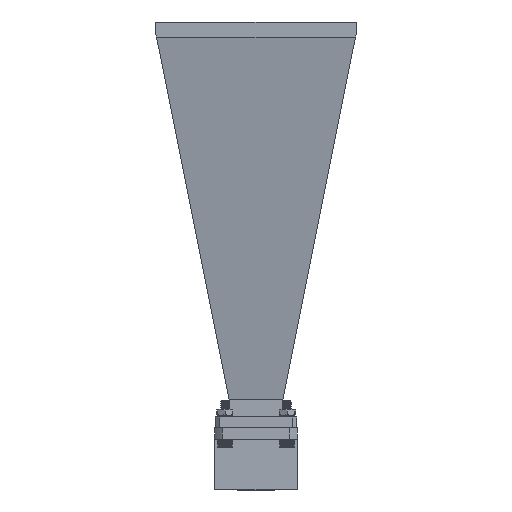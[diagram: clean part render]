
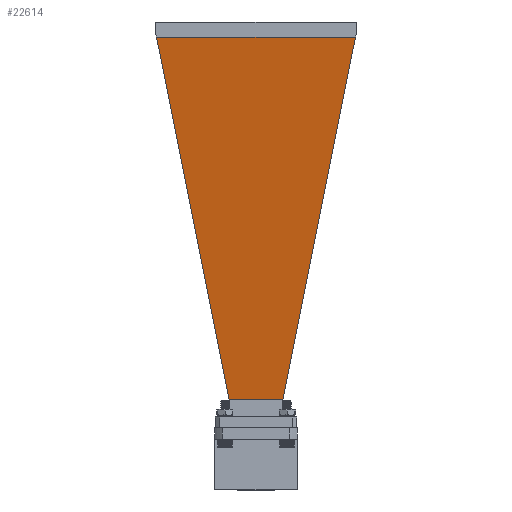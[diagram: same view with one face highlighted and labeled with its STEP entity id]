
A CAD part, front view. The second image highlights one B-rep face of the part: STEP entity #22614.
In plain terms, the highlighted face is planar.
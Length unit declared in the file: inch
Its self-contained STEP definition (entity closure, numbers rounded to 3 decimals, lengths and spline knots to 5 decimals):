
#519 = CARTESIAN_POINT ( 'NONE',  ( -1.20857, 0., 7.75773 ) ) ;
#661 = VERTEX_POINT ( 'NONE', #7559 ) ;
#1158 = EDGE_LOOP ( 'NONE', ( #6707, #11527, #14241, #8340 ) ) ;
#1310 = CARTESIAN_POINT ( 'NONE',  ( -0.27361, -0.42956, 1.95904 ) ) ;
#1342 = CARTESIAN_POINT ( 'NONE',  ( -0.27361, -0.42956, 1.95904 ) ) ;
#1679 = CARTESIAN_POINT ( 'NONE',  ( -1.20857, 1.59229, 7.75773 ) ) ;
#1741 = EDGE_CURVE ( 'NONE', #19406, #13871, #20366, .T. ) ;
#2540 = DIRECTION ( 'NONE',  ( -0.159, 0., 0.987 ) ) ;
#3563 = VECTOR ( 'NONE', #7130, 39.37008 ) ;
#4104 = DIRECTION ( 'NONE',  ( 0., 1., 0. ) ) ;
#4348 = CARTESIAN_POINT ( 'NONE',  ( -0.27361, 0.42956, 1.95904 ) ) ;
#6146 = DIRECTION ( 'NONE',  ( -0.987, 0., -0.159 ) ) ;
#6233 = DIRECTION ( 'NONE',  ( 0., -1., 0. ) ) ;
#6707 = ORIENTED_EDGE ( 'NONE', *, *, #15613, .T. ) ;
#6782 = CARTESIAN_POINT ( 'NONE',  ( -0.27361, 0., 1.95904 ) ) ;
#7130 = DIRECTION ( 'NONE',  ( 0.156, -0.194, -0.968 ) ) ;
#7559 = CARTESIAN_POINT ( 'NONE',  ( -1.20857, 1.59229, 7.75773 ) ) ;
#8340 = ORIENTED_EDGE ( 'NONE', *, *, #13005, .T. ) ;
#9399 = FACE_OUTER_BOUND ( 'NONE', #1158, .T. ) ;
#9939 = LINE ( 'NONE', #6782, #20235 ) ;
#10253 = CARTESIAN_POINT ( 'NONE',  ( -1.20857, -1.59229, 7.75773 ) ) ;
#10301 = VERTEX_POINT ( 'NONE', #4348 ) ;
#11056 = LINE ( 'NONE', #519, #11371 ) ;
#11371 = VECTOR ( 'NONE', #4104, 39.37008 ) ;
#11482 = PLANE ( 'NONE',  #16689 ) ;
#11527 = ORIENTED_EDGE ( 'NONE', *, *, #1741, .T. ) ;
#13005 = EDGE_CURVE ( 'NONE', #661, #10301, #21282, .T. ) ;
#13871 = VERTEX_POINT ( 'NONE', #10253 ) ;
#14241 = ORIENTED_EDGE ( 'NONE', *, *, #17950, .T. ) ;
#15481 = DIRECTION ( 'NONE',  ( -0.156, -0.194, 0.968 ) ) ;
#15613 = EDGE_CURVE ( 'NONE', #10301, #19406, #9939, .T. ) ;
#16689 = AXIS2_PLACEMENT_3D ( 'NONE', #20074, #6146, #2540 ) ;
#17950 = EDGE_CURVE ( 'NONE', #13871, #661, #11056, .T. ) ;
#19406 = VERTEX_POINT ( 'NONE', #1310 ) ;
#20074 = CARTESIAN_POINT ( 'NONE',  ( -0.75851, 0., 4.9664 ) ) ;
#20170 = VECTOR ( 'NONE', #15481, 39.37008 ) ;
#20235 = VECTOR ( 'NONE', #6233, 39.37008 ) ;
#20366 = LINE ( 'NONE', #1342, #20170 ) ;
#21282 = LINE ( 'NONE', #1679, #3563 ) ;
#22614 = ADVANCED_FACE ( 'NONE', ( #9399 ), #11482, .T. ) ;
